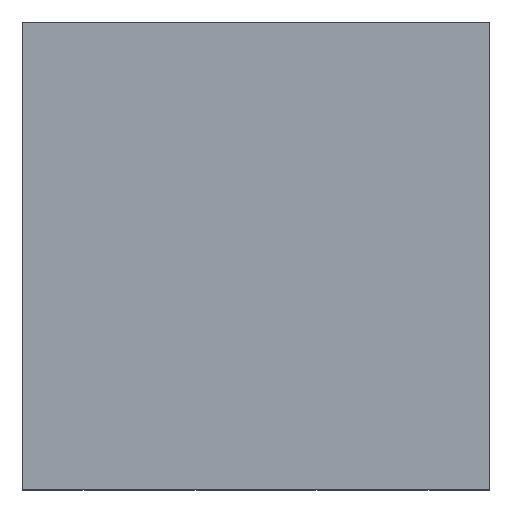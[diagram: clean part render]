
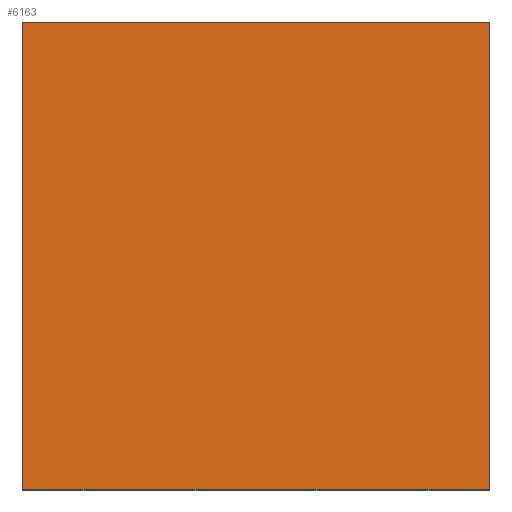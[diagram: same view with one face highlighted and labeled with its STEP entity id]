
A CAD part, top view. The second image highlights one B-rep face of the part: STEP entity #6163.
In plain terms, the highlighted face is planar.
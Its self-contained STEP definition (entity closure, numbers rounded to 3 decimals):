
#2101=DIRECTION('',(0.,0.,1.));
#2102=VECTOR('',#2101,4.);
#2103=CARTESIAN_POINT('',(-2.,0.775,-2.));
#2104=LINE('',#2103,#2102);
#2108=DIRECTION('',(-1.,0.,0.));
#2109=VECTOR('',#2108,4.);
#2110=CARTESIAN_POINT('',(2.,0.775,-2.));
#2111=LINE('',#2110,#2109);
#2115=DIRECTION('',(0.,0.,-1.));
#2116=VECTOR('',#2115,4.);
#2117=CARTESIAN_POINT('',(2.,0.775,2.));
#2118=LINE('',#2117,#2116);
#2122=DIRECTION('',(1.,0.,0.));
#2123=VECTOR('',#2122,4.);
#2124=CARTESIAN_POINT('',(-2.,0.775,2.));
#2125=LINE('',#2124,#2123);
#4179=CARTESIAN_POINT('',(-2.,0.775,-2.));
#4180=CARTESIAN_POINT('',(-2.,0.775,2.));
#4181=VERTEX_POINT('',#4179);
#4182=VERTEX_POINT('',#4180);
#4183=CARTESIAN_POINT('',(2.,0.775,2.));
#4184=VERTEX_POINT('',#4183);
#4185=CARTESIAN_POINT('',(2.,0.775,-2.));
#4186=VERTEX_POINT('',#4185);
#6152=CARTESIAN_POINT('',(0.,0.775,0.));
#6153=DIRECTION('',(0.,1.,0.));
#6154=DIRECTION('',(1.,0.,0.));
#6155=AXIS2_PLACEMENT_3D('',#6152,#6153,#6154);
#6156=PLANE('',#6155);
#6157=ORIENTED_EDGE('',*,*,#5973,.F.);
#6158=ORIENTED_EDGE('',*,*,#6036,.F.);
#6159=ORIENTED_EDGE('',*,*,#6098,.F.);
#6160=ORIENTED_EDGE('',*,*,#5447,.F.);
#6161=EDGE_LOOP('',(#6157,#6158,#6159,#6160));
#6162=FACE_OUTER_BOUND('',#6161,.F.);
#5447=EDGE_CURVE('',#4182,#4184,#2125,.T.);
#5973=EDGE_CURVE('',#4181,#4182,#2104,.T.);
#6036=EDGE_CURVE('',#4186,#4181,#2111,.T.);
#6098=EDGE_CURVE('',#4184,#4186,#2118,.T.);
#6163=ADVANCED_FACE('',(#6162),#6156,.T.);
